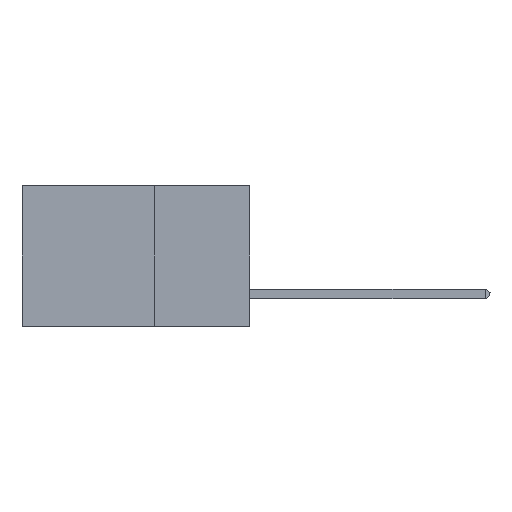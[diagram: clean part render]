
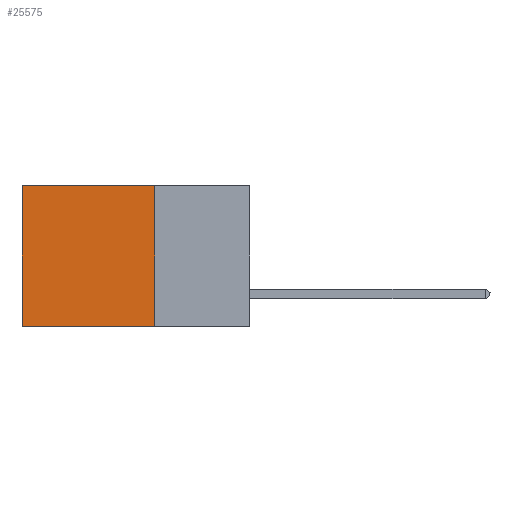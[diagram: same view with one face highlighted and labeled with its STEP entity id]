
A CAD part, left-side view. The second image highlights one B-rep face of the part: STEP entity #25575.
In plain terms, the highlighted planar face has unit normal (-1, 0, 0).
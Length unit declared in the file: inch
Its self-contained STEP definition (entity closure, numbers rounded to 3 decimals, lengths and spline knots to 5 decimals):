
#776 = CARTESIAN_POINT ( 'NONE',  ( 0.2875, 0.25, -0.37 ) ) ;
#2645 = ORIENTED_EDGE ( 'NONE', *, *, #10260, .F. ) ;
#7782 = DIRECTION ( 'NONE',  ( 0., 1., 0. ) ) ;
#10260 = EDGE_CURVE ( 'NONE', #13430, #33528, #19010, .T. ) ;
#11356 = ORIENTED_EDGE ( 'NONE', *, *, #25492, .T. ) ;
#11417 = VECTOR ( 'NONE', #38495, 39.37008 ) ;
#12295 = CARTESIAN_POINT ( 'NONE',  ( 0.2875, 0.25, -0.37 ) ) ;
#12654 = VECTOR ( 'NONE', #30029, 39.37008 ) ;
#12957 = CARTESIAN_POINT ( 'NONE',  ( 0.2875, 0.6, -0.37 ) ) ;
#13430 = VERTEX_POINT ( 'NONE', #22192 ) ;
#15857 = LINE ( 'NONE', #12295, #11417 ) ;
#17746 = CARTESIAN_POINT ( 'NONE',  ( 0.2875, 0.6, 0. ) ) ;
#18473 = CARTESIAN_POINT ( 'NONE',  ( 0.2875, 0.6, 0. ) ) ;
#18559 = VECTOR ( 'NONE', #36500, 39.37008 ) ;
#19010 = LINE ( 'NONE', #24069, #18559 ) ;
#19321 = EDGE_LOOP ( 'NONE', ( #22084, #37058, #2645, #11356 ) ) ;
#22055 = LINE ( 'NONE', #17746, #12654 ) ;
#22084 = ORIENTED_EDGE ( 'NONE', *, *, #36547, .T. ) ;
#22192 = CARTESIAN_POINT ( 'NONE',  ( 0.2875, 0.25, 0. ) ) ;
#24069 = CARTESIAN_POINT ( 'NONE',  ( 0.2875, 0.25, 0. ) ) ;
#25492 = EDGE_CURVE ( 'NONE', #13430, #30133, #38175, .T. ) ;
#25575 = ADVANCED_FACE ( 'NONE', ( #39200 ), #35189, .F. ) ;
#27858 = VECTOR ( 'NONE', #7782, 39.37008 ) ;
#28725 = CARTESIAN_POINT ( 'NONE',  ( 0.2875, 0.25, 0. ) ) ;
#30029 = DIRECTION ( 'NONE',  ( 0., 0., -1. ) ) ;
#30133 = VERTEX_POINT ( 'NONE', #18473 ) ;
#31237 = EDGE_CURVE ( 'NONE', #33528, #31950, #15857, .T. ) ;
#31883 = DIRECTION ( 'NONE',  ( 1., 0., 0. ) ) ;
#31950 = VERTEX_POINT ( 'NONE', #12957 ) ;
#33528 = VERTEX_POINT ( 'NONE', #776 ) ;
#35058 = DIRECTION ( 'NONE',  ( 0., 0., -1. ) ) ;
#35189 = PLANE ( 'NONE',  #36218 ) ;
#36218 = AXIS2_PLACEMENT_3D ( 'NONE', #28725, #31883, #35058 ) ;
#36500 = DIRECTION ( 'NONE',  ( 0., 0., -1. ) ) ;
#36547 = EDGE_CURVE ( 'NONE', #30133, #31950, #22055, .T. ) ;
#37058 = ORIENTED_EDGE ( 'NONE', *, *, #31237, .F. ) ;
#37759 = CARTESIAN_POINT ( 'NONE',  ( 0.2875, 0.25, 0. ) ) ;
#38175 = LINE ( 'NONE', #37759, #27858 ) ;
#38495 = DIRECTION ( 'NONE',  ( 0., 1., 0. ) ) ;
#39200 = FACE_OUTER_BOUND ( 'NONE', #19321, .T. ) ;
